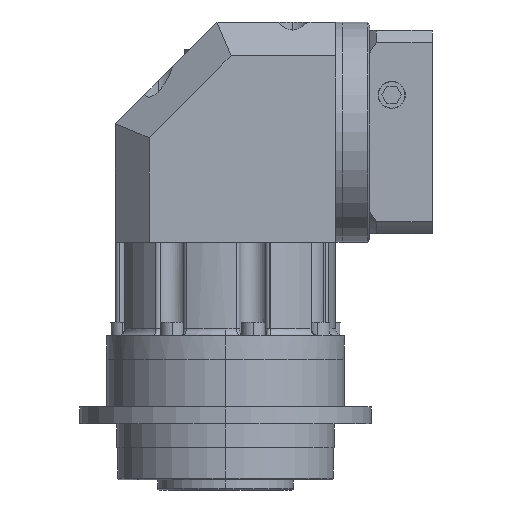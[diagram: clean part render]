
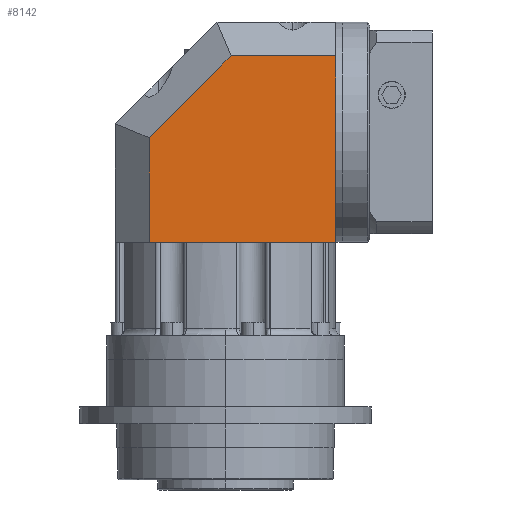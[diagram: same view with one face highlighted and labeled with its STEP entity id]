
A CAD part, left-side view. The second image highlights one B-rep face of the part: STEP entity #8142.
In plain terms, the highlighted planar face has unit normal (-1, 0, 0).
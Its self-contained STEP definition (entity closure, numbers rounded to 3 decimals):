
#315 = DIRECTION ( 'NONE',  ( 0., 0., -1. ) ) ;
#2113 = CARTESIAN_POINT ( 'NONE',  ( -32.5, -32.5, 55. ) ) ;
#2335 = ORIENTED_EDGE ( 'NONE', *, *, #11595, .T. ) ;
#2397 = EDGE_CURVE ( 'NONE', #13042, #12855, #8772, .T. ) ;
#2724 = AXIS2_PLACEMENT_3D ( 'NONE', #4067, #14474, #6694 ) ;
#2876 = DIRECTION ( 'NONE',  ( 0., 0., -1. ) ) ;
#3024 = EDGE_LOOP ( 'NONE', ( #15595, #2335, #15272, #6208, #6690, #4203 ) ) ;
#3216 = CARTESIAN_POINT ( 'NONE',  ( -32.5, 22.5, 65. ) ) ;
#3573 = VECTOR ( 'NONE', #13991, 1000. ) ;
#3643 = CARTESIAN_POINT ( 'NONE',  ( -32.5, 22.5, 30.858 ) ) ;
#4067 = CARTESIAN_POINT ( 'NONE',  ( -32.5, 32.5, 65. ) ) ;
#4203 = ORIENTED_EDGE ( 'NONE', *, *, #8219, .F. ) ;
#4482 = CARTESIAN_POINT ( 'NONE',  ( -32.5, 22.5, 0. ) ) ;
#4904 = VECTOR ( 'NONE', #16856, 1000. ) ;
#5226 = FACE_OUTER_BOUND ( 'NONE', #3024, .T. ) ;
#5362 = PLANE ( 'NONE',  #2724 ) ;
#5972 = EDGE_CURVE ( 'NONE', #12855, #13388, #13939, .T. ) ;
#6208 = ORIENTED_EDGE ( 'NONE', *, *, #2397, .T. ) ;
#6257 = VECTOR ( 'NONE', #2876, 1000. ) ;
#6588 = EDGE_CURVE ( 'NONE', #7602, #8616, #11776, .T. ) ;
#6690 = ORIENTED_EDGE ( 'NONE', *, *, #5972, .T. ) ;
#6694 = DIRECTION ( 'NONE',  ( 0., 0., -1. ) ) ;
#6875 = CARTESIAN_POINT ( 'NONE',  ( -32.5, -32.5, 65. ) ) ;
#7543 = CARTESIAN_POINT ( 'NONE',  ( -32.5, 25.429, 27.929 ) ) ;
#7602 = VERTEX_POINT ( 'NONE', #2113 ) ;
#8142 = ADVANCED_FACE ( 'NONE', ( #5226 ), #5362, .F. ) ;
#8219 = EDGE_CURVE ( 'NONE', #8616, #13388, #13146, .T. ) ;
#8616 = VERTEX_POINT ( 'NONE', #10311 ) ;
#8772 = LINE ( 'NONE', #3216, #15279 ) ;
#8832 = DIRECTION ( 'NONE',  ( 0., 0.707, -0.707 ) ) ;
#9656 = VECTOR ( 'NONE', #9795, 1000. ) ;
#9795 = DIRECTION ( 'NONE',  ( 0., 1., 0. ) ) ;
#10311 = CARTESIAN_POINT ( 'NONE',  ( -32.5, -32.5, 32.5 ) ) ;
#11595 = EDGE_CURVE ( 'NONE', #7602, #13994, #13093, .T. ) ;
#11776 = LINE ( 'NONE', #12965, #4904 ) ;
#12855 = VERTEX_POINT ( 'NONE', #4482 ) ;
#12965 = CARTESIAN_POINT ( 'NONE',  ( -32.5, -32.5, 65. ) ) ;
#12970 = LINE ( 'NONE', #7543, #16447 ) ;
#13042 = VERTEX_POINT ( 'NONE', #3643 ) ;
#13093 = LINE ( 'NONE', #15009, #9656 ) ;
#13146 = LINE ( 'NONE', #6875, #6257 ) ;
#13388 = VERTEX_POINT ( 'NONE', #16000 ) ;
#13939 = LINE ( 'NONE', #15232, #3573 ) ;
#13991 = DIRECTION ( 'NONE',  ( 0., -1., 0. ) ) ;
#13994 = VERTEX_POINT ( 'NONE', #16685 ) ;
#14474 = DIRECTION ( 'NONE',  ( 1., 0., 0. ) ) ;
#15009 = CARTESIAN_POINT ( 'NONE',  ( -32.5, 32.5, 55. ) ) ;
#15232 = CARTESIAN_POINT ( 'NONE',  ( -32.5, 32.5, 0. ) ) ;
#15272 = ORIENTED_EDGE ( 'NONE', *, *, #15890, .T. ) ;
#15279 = VECTOR ( 'NONE', #315, 1000. ) ;
#15595 = ORIENTED_EDGE ( 'NONE', *, *, #6588, .F. ) ;
#15890 = EDGE_CURVE ( 'NONE', #13994, #13042, #12970, .T. ) ;
#16000 = CARTESIAN_POINT ( 'NONE',  ( -32.5, -32.5, 0. ) ) ;
#16447 = VECTOR ( 'NONE', #8832, 1000. ) ;
#16685 = CARTESIAN_POINT ( 'NONE',  ( -32.5, -1.642, 55. ) ) ;
#16856 = DIRECTION ( 'NONE',  ( 0., 0., -1. ) ) ;
